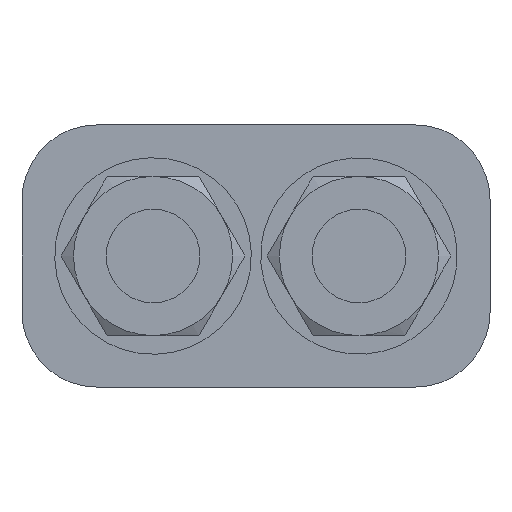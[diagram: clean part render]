
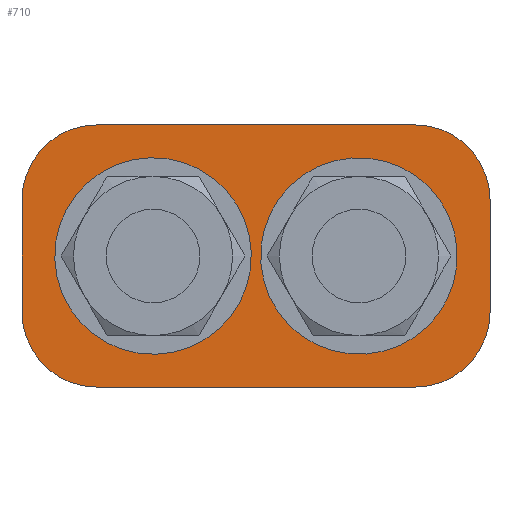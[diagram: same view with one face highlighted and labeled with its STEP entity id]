
A CAD part, front view. The second image highlights one B-rep face of the part: STEP entity #710.
In plain terms, the highlighted planar face has unit normal (0, -1, 0).
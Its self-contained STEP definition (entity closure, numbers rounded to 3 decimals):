
#101 = DIRECTION ( 'NONE',  ( 0., 0., 1. ) ) ;
#127 = ORIENTED_EDGE ( 'NONE', *, *, #1349, .T. ) ;
#130 = LINE ( 'NONE', #528, #2451 ) ;
#131 = CARTESIAN_POINT ( 'NONE',  ( -11., 0., 5.5 ) ) ;
#150 = EDGE_CURVE ( 'NONE', #555, #1707, #1795, .T. ) ;
#242 = VERTEX_POINT ( 'NONE', #1184 ) ;
#288 = AXIS2_PLACEMENT_3D ( 'NONE', #1537, #1797, #2686 ) ;
#462 = DIRECTION ( 'NONE',  ( 0., 0., -1. ) ) ;
#466 = DIRECTION ( 'NONE',  ( 0., 1., 0. ) ) ;
#480 = PLANE ( 'NONE',  #864 ) ;
#483 = EDGE_CURVE ( 'NONE', #242, #2848, #716, .T. ) ;
#492 = ORIENTED_EDGE ( 'NONE', *, *, #947, .F. ) ;
#506 = EDGE_CURVE ( 'NONE', #816, #816, #2804, .T. ) ;
#528 = CARTESIAN_POINT ( 'NONE',  ( -25., 0., 6. ) ) ;
#555 = VERTEX_POINT ( 'NONE', #621 ) ;
#621 = CARTESIAN_POINT ( 'NONE',  ( 17., 0., 14. ) ) ;
#638 = CARTESIAN_POINT ( 'NONE',  ( -17., 0., 6. ) ) ;
#697 = CARTESIAN_POINT ( 'NONE',  ( 11., 0., 0. ) ) ;
#710 = ADVANCED_FACE ( 'NONE', ( #778, #1489, #1341 ), #480, .T. ) ;
#716 = CIRCLE ( 'NONE', #766, 8. ) ;
#721 = DIRECTION ( 'NONE',  ( 0., 0., 1. ) ) ;
#722 = CARTESIAN_POINT ( 'NONE',  ( -17., 0., 14. ) ) ;
#745 = VERTEX_POINT ( 'NONE', #722 ) ;
#766 = AXIS2_PLACEMENT_3D ( 'NONE', #1803, #1834, #1389 ) ;
#769 = CIRCLE ( 'NONE', #1161, 8. ) ;
#778 = FACE_BOUND ( 'NONE', #1526, .T. ) ;
#781 = VERTEX_POINT ( 'NONE', #2565 ) ;
#787 = DIRECTION ( 'NONE',  ( 0., 1., 0. ) ) ;
#816 = VERTEX_POINT ( 'NONE', #2456 ) ;
#864 = AXIS2_PLACEMENT_3D ( 'NONE', #1135, #1658, #462 ) ;
#917 = DIRECTION ( 'NONE',  ( 1., 0., 0. ) ) ;
#919 = ORIENTED_EDGE ( 'NONE', *, *, #1765, .F. ) ;
#941 = ORIENTED_EDGE ( 'NONE', *, *, #2015, .F. ) ;
#947 = EDGE_CURVE ( 'NONE', #2764, #781, #2607, .T. ) ;
#993 = CARTESIAN_POINT ( 'NONE',  ( 17., 0., 6. ) ) ;
#1015 = EDGE_LOOP ( 'NONE', ( #1787 ) ) ;
#1022 = LINE ( 'NONE', #1037, #1759 ) ;
#1037 = CARTESIAN_POINT ( 'NONE',  ( 25., 0., 6. ) ) ;
#1057 = AXIS2_PLACEMENT_3D ( 'NONE', #1597, #2985, #1854 ) ;
#1071 = CARTESIAN_POINT ( 'NONE',  ( -25., 0., -6. ) ) ;
#1135 = CARTESIAN_POINT ( 'NONE',  ( -17., 0., 6. ) ) ;
#1156 = CARTESIAN_POINT ( 'NONE',  ( -25., 0., 6. ) ) ;
#1161 = AXIS2_PLACEMENT_3D ( 'NONE', #638, #466, #1880 ) ;
#1184 = CARTESIAN_POINT ( 'NONE',  ( -17., 0., -14. ) ) ;
#1341 = FACE_BOUND ( 'NONE', #1015, .T. ) ;
#1349 = EDGE_CURVE ( 'NONE', #2661, #2661, #1518, .T. ) ;
#1389 = DIRECTION ( 'NONE',  ( 0., 0., -1. ) ) ;
#1397 = LINE ( 'NONE', #3001, #2427 ) ;
#1444 = CARTESIAN_POINT ( 'NONE',  ( 25., 0., -6. ) ) ;
#1489 = FACE_OUTER_BOUND ( 'NONE', #2212, .T. ) ;
#1510 = CARTESIAN_POINT ( 'NONE',  ( -17., 0., -14. ) ) ;
#1516 = DIRECTION ( 'NONE',  ( 0., 0., 1. ) ) ;
#1518 = CIRCLE ( 'NONE', #1057, 5.5 ) ;
#1526 = EDGE_LOOP ( 'NONE', ( #127 ) ) ;
#1537 = CARTESIAN_POINT ( 'NONE',  ( 17., 0., -6. ) ) ;
#1556 = AXIS2_PLACEMENT_3D ( 'NONE', #697, #1645, #721 ) ;
#1597 = CARTESIAN_POINT ( 'NONE',  ( -11., 0., 0. ) ) ;
#1619 = EDGE_CURVE ( 'NONE', #2658, #745, #769, .T. ) ;
#1645 = DIRECTION ( 'NONE',  ( 0., 1., 0. ) ) ;
#1658 = DIRECTION ( 'NONE',  ( 0., -1., 0. ) ) ;
#1707 = VERTEX_POINT ( 'NONE', #2536 ) ;
#1723 = LINE ( 'NONE', #1510, #2187 ) ;
#1747 = EDGE_CURVE ( 'NONE', #1707, #2764, #1022, .T. ) ;
#1759 = VECTOR ( 'NONE', #2424, 1000. ) ;
#1765 = EDGE_CURVE ( 'NONE', #2848, #2658, #130, .T. ) ;
#1787 = ORIENTED_EDGE ( 'NONE', *, *, #506, .T. ) ;
#1795 = CIRCLE ( 'NONE', #2547, 8. ) ;
#1797 = DIRECTION ( 'NONE',  ( 0., 1., 0. ) ) ;
#1803 = CARTESIAN_POINT ( 'NONE',  ( -17., 0., -6. ) ) ;
#1834 = DIRECTION ( 'NONE',  ( 0., 1., 0. ) ) ;
#1854 = DIRECTION ( 'NONE',  ( 0., 0., 1. ) ) ;
#1880 = DIRECTION ( 'NONE',  ( 0., 0., -1. ) ) ;
#1914 = ORIENTED_EDGE ( 'NONE', *, *, #1619, .F. ) ;
#2015 = EDGE_CURVE ( 'NONE', #781, #242, #1723, .T. ) ;
#2055 = ORIENTED_EDGE ( 'NONE', *, *, #150, .F. ) ;
#2184 = EDGE_CURVE ( 'NONE', #745, #555, #1397, .T. ) ;
#2187 = VECTOR ( 'NONE', #2640, 1000. ) ;
#2212 = EDGE_LOOP ( 'NONE', ( #1914, #919, #2338, #941, #492, #2621, #2055, #2446 ) ) ;
#2338 = ORIENTED_EDGE ( 'NONE', *, *, #483, .F. ) ;
#2424 = DIRECTION ( 'NONE',  ( 0., 0., -1. ) ) ;
#2427 = VECTOR ( 'NONE', #917, 1000. ) ;
#2446 = ORIENTED_EDGE ( 'NONE', *, *, #2184, .F. ) ;
#2451 = VECTOR ( 'NONE', #101, 1000. ) ;
#2456 = CARTESIAN_POINT ( 'NONE',  ( 11., 0., 5.5 ) ) ;
#2536 = CARTESIAN_POINT ( 'NONE',  ( 25., 0., 6. ) ) ;
#2547 = AXIS2_PLACEMENT_3D ( 'NONE', #993, #787, #1516 ) ;
#2565 = CARTESIAN_POINT ( 'NONE',  ( 17., 0., -14. ) ) ;
#2607 = CIRCLE ( 'NONE', #288, 8. ) ;
#2621 = ORIENTED_EDGE ( 'NONE', *, *, #1747, .F. ) ;
#2640 = DIRECTION ( 'NONE',  ( -1., 0., 0. ) ) ;
#2658 = VERTEX_POINT ( 'NONE', #1156 ) ;
#2661 = VERTEX_POINT ( 'NONE', #131 ) ;
#2686 = DIRECTION ( 'NONE',  ( 0., 0., -1. ) ) ;
#2764 = VERTEX_POINT ( 'NONE', #1444 ) ;
#2804 = CIRCLE ( 'NONE', #1556, 5.5 ) ;
#2848 = VERTEX_POINT ( 'NONE', #1071 ) ;
#2985 = DIRECTION ( 'NONE',  ( 0., 1., 0. ) ) ;
#3001 = CARTESIAN_POINT ( 'NONE',  ( -17., 0., 14. ) ) ;
